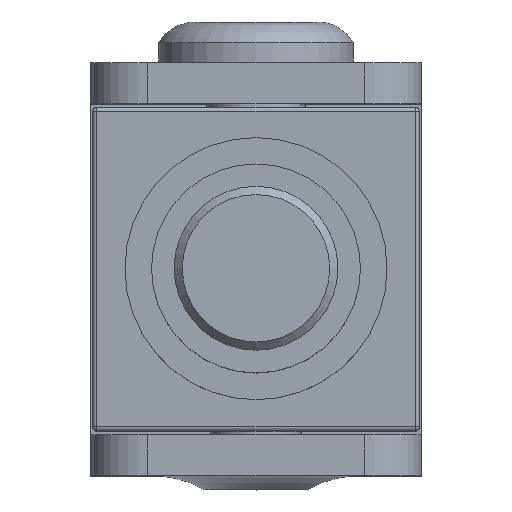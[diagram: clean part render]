
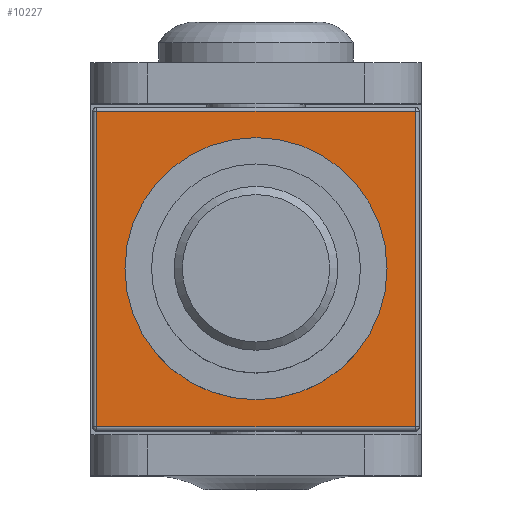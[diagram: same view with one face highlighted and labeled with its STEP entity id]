
A CAD part, top view. The second image highlights one B-rep face of the part: STEP entity #10227.
In plain terms, the highlighted planar face has unit normal (0, 0, 1).
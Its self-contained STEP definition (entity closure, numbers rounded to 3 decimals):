
#286 = VERTEX_POINT ( 'NONE', #6499 ) ;
#549 = CARTESIAN_POINT ( 'NONE',  ( -19.45, 19.75, 18.1 ) ) ;
#715 = VERTEX_POINT ( 'NONE', #1147 ) ;
#1147 = CARTESIAN_POINT ( 'NONE',  ( 19.45, -19.25, 18.1 ) ) ;
#1318 = ORIENTED_EDGE ( 'NONE', *, *, #10378, .T. ) ;
#1953 = EDGE_CURVE ( 'NONE', #3347, #715, #10360, .T. ) ;
#2144 = EDGE_LOOP ( 'NONE', ( #2747, #8333, #12002, #1318 ) ) ;
#2747 = ORIENTED_EDGE ( 'NONE', *, *, #4499, .T. ) ;
#2758 = EDGE_CURVE ( 'NONE', #12392, #3347, #7792, .T. ) ;
#2789 = DIRECTION ( 'NONE',  ( -1., 0., 0. ) ) ;
#3148 = CIRCLE ( 'NONE', #6447, 10.65 ) ;
#3347 = VERTEX_POINT ( 'NONE', #6896 ) ;
#3502 = FACE_BOUND ( 'NONE', #14552, .T. ) ;
#3784 = ORIENTED_EDGE ( 'NONE', *, *, #7986, .F. ) ;
#3821 = DIRECTION ( 'NONE',  ( 0., 1., 0. ) ) ;
#4499 = EDGE_CURVE ( 'NONE', #9327, #12392, #9149, .T. ) ;
#5451 = VECTOR ( 'NONE', #12843, 1000. ) ;
#5476 = CARTESIAN_POINT ( 'NONE',  ( -19.95, -19.25, 18.1 ) ) ;
#5645 = DIRECTION ( 'NONE',  ( 0., 0., -1. ) ) ;
#6375 = DIRECTION ( 'NONE',  ( 0., 0., 1. ) ) ;
#6447 = AXIS2_PLACEMENT_3D ( 'NONE', #10203, #6375, #15269 ) ;
#6499 = CARTESIAN_POINT ( 'NONE',  ( -10.65, 0., 18.1 ) ) ;
#6896 = CARTESIAN_POINT ( 'NONE',  ( -19.45, -19.25, 18.1 ) ) ;
#7792 = LINE ( 'NONE', #549, #10528 ) ;
#7986 = EDGE_CURVE ( 'NONE', #286, #286, #3148, .T. ) ;
#8333 = ORIENTED_EDGE ( 'NONE', *, *, #2758, .T. ) ;
#9149 = LINE ( 'NONE', #15296, #15228 ) ;
#9327 = VERTEX_POINT ( 'NONE', #10851 ) ;
#10158 = VECTOR ( 'NONE', #3821, 1000. ) ;
#10203 = CARTESIAN_POINT ( 'NONE',  ( 0., 0., 18.1 ) ) ;
#10227 = ADVANCED_FACE ( 'NONE', ( #3502, #11910 ), #11890, .F. ) ;
#10360 = LINE ( 'NONE', #5476, #5451 ) ;
#10378 = EDGE_CURVE ( 'NONE', #715, #9327, #15061, .T. ) ;
#10528 = VECTOR ( 'NONE', #11792, 1000. ) ;
#10851 = CARTESIAN_POINT ( 'NONE',  ( 19.45, 19.25, 18.1 ) ) ;
#11102 = CARTESIAN_POINT ( 'NONE',  ( 19.45, 19.75, 18.1 ) ) ;
#11792 = DIRECTION ( 'NONE',  ( 0., -1., 0. ) ) ;
#11890 = PLANE ( 'NONE',  #12043 ) ;
#11910 = FACE_OUTER_BOUND ( 'NONE', #2144, .T. ) ;
#11947 = DIRECTION ( 'NONE',  ( -1., 0., 0. ) ) ;
#12002 = ORIENTED_EDGE ( 'NONE', *, *, #1953, .T. ) ;
#12043 = AXIS2_PLACEMENT_3D ( 'NONE', #13166, #5645, #11947 ) ;
#12392 = VERTEX_POINT ( 'NONE', #15010 ) ;
#12843 = DIRECTION ( 'NONE',  ( 1., 0., 0. ) ) ;
#13166 = CARTESIAN_POINT ( 'NONE',  ( -19.95, 19.75, 18.1 ) ) ;
#14552 = EDGE_LOOP ( 'NONE', ( #3784 ) ) ;
#15010 = CARTESIAN_POINT ( 'NONE',  ( -19.45, 19.25, 18.1 ) ) ;
#15061 = LINE ( 'NONE', #11102, #10158 ) ;
#15228 = VECTOR ( 'NONE', #2789, 1000. ) ;
#15269 = DIRECTION ( 'NONE',  ( -1., 0., 0. ) ) ;
#15296 = CARTESIAN_POINT ( 'NONE',  ( -19.95, 19.25, 18.1 ) ) ;
